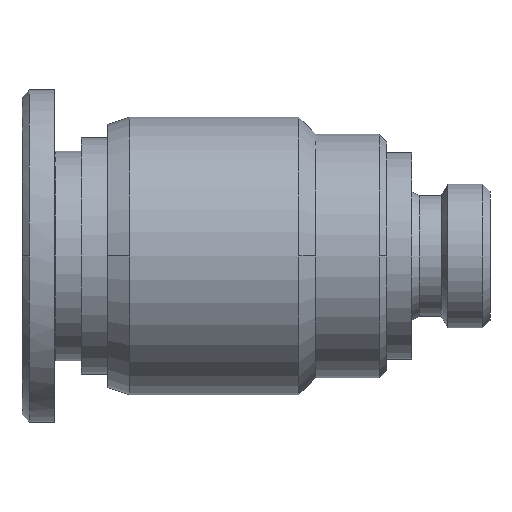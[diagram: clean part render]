
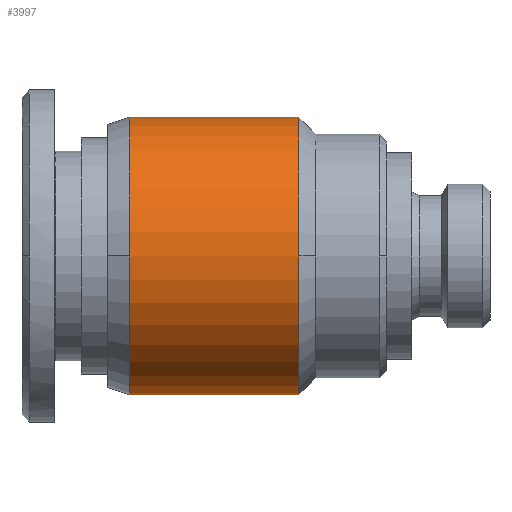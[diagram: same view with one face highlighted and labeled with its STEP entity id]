
A CAD part, front view. The second image highlights one B-rep face of the part: STEP entity #3997.
In plain terms, the highlighted cylindrical face has radius 9.4 mm (diameter 18.8 mm), a partial arc.
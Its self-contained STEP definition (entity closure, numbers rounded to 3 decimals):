
#14 = VERTEX_POINT ( 'NONE', #5022 ) ;
#128 = VECTOR ( 'NONE', #7959, 1000. ) ;
#424 = EDGE_CURVE ( 'NONE', #14, #6146, #2727, .T. ) ;
#462 = CARTESIAN_POINT ( 'NONE',  ( 24.304, -9.4, -5.017 ) ) ;
#599 = FACE_OUTER_BOUND ( 'NONE', #13031, .T. ) ;
#1708 = EDGE_CURVE ( 'NONE', #5788, #3409, #5101, .T. ) ;
#2210 = VECTOR ( 'NONE', #13627, 1000. ) ;
#2715 = CARTESIAN_POINT ( 'NONE',  ( 12.854, 0., -5.017 ) ) ;
#2727 = CIRCLE ( 'NONE', #11474, 9.4 ) ;
#2989 = DIRECTION ( 'NONE',  ( 0., 0., -1. ) ) ;
#3208 = VERTEX_POINT ( 'NONE', #5678 ) ;
#3409 = VERTEX_POINT ( 'NONE', #462 ) ;
#3997 = ADVANCED_FACE ( 'NONE', ( #599 ), #11463, .T. ) ;
#4191 = CARTESIAN_POINT ( 'NONE',  ( 18.579, 0., 4.383 ) ) ;
#4212 = ORIENTED_EDGE ( 'NONE', *, *, #424, .F. ) ;
#4456 = CARTESIAN_POINT ( 'NONE',  ( 24.304, 0., -5.017 ) ) ;
#4594 = EDGE_CURVE ( 'NONE', #5817, #5788, #9314, .T. ) ;
#4949 = CIRCLE ( 'NONE', #16049, 9.4 ) ;
#5022 = CARTESIAN_POINT ( 'NONE',  ( 12.854, -9.4, -5.017 ) ) ;
#5101 = CIRCLE ( 'NONE', #5118, 9.4 ) ;
#5118 = AXIS2_PLACEMENT_3D ( 'NONE', #12411, #8323, #6974 ) ;
#5678 = CARTESIAN_POINT ( 'NONE',  ( 24.304, 0., 4.383 ) ) ;
#5788 = VERTEX_POINT ( 'NONE', #10163 ) ;
#5817 = VERTEX_POINT ( 'NONE', #12762 ) ;
#5939 = DIRECTION ( 'NONE',  ( 0., 0., 1. ) ) ;
#6053 = AXIS2_PLACEMENT_3D ( 'NONE', #9003, #12901, #2989 ) ;
#6146 = VERTEX_POINT ( 'NONE', #6527 ) ;
#6335 = ORIENTED_EDGE ( 'NONE', *, *, #16022, .F. ) ;
#6527 = CARTESIAN_POINT ( 'NONE',  ( 12.854, 0., 4.383 ) ) ;
#6899 = ORIENTED_EDGE ( 'NONE', *, *, #16725, .F. ) ;
#6974 = DIRECTION ( 'NONE',  ( 0., 0., -1. ) ) ;
#7959 = DIRECTION ( 'NONE',  ( 1., 0., 0. ) ) ;
#8323 = DIRECTION ( 'NONE',  ( -1., 0., 0. ) ) ;
#8784 = EDGE_CURVE ( 'NONE', #3409, #3208, #4949, .T. ) ;
#9003 = CARTESIAN_POINT ( 'NONE',  ( 18.579, 0., -5.017 ) ) ;
#9314 = LINE ( 'NONE', #13359, #128 ) ;
#9799 = DIRECTION ( 'NONE',  ( 0., 0., 1. ) ) ;
#9938 = DIRECTION ( 'NONE',  ( 0., 0., -1. ) ) ;
#9964 = CIRCLE ( 'NONE', #10536, 9.4 ) ;
#10163 = CARTESIAN_POINT ( 'NONE',  ( 24.304, 0., -14.417 ) ) ;
#10536 = AXIS2_PLACEMENT_3D ( 'NONE', #2715, #12242, #5939 ) ;
#11191 = DIRECTION ( 'NONE',  ( -1., 0., 0. ) ) ;
#11463 = CYLINDRICAL_SURFACE ( 'NONE', #6053, 9.4 ) ;
#11474 = AXIS2_PLACEMENT_3D ( 'NONE', #16627, #11191, #9799 ) ;
#12242 = DIRECTION ( 'NONE',  ( -1., 0., 0. ) ) ;
#12411 = CARTESIAN_POINT ( 'NONE',  ( 24.304, 0., -5.017 ) ) ;
#12762 = CARTESIAN_POINT ( 'NONE',  ( 12.854, 0., -14.417 ) ) ;
#12901 = DIRECTION ( 'NONE',  ( 1., 0., 0. ) ) ;
#13031 = EDGE_LOOP ( 'NONE', ( #6899, #4212, #6335, #14997, #16741, #16225 ) ) ;
#13359 = CARTESIAN_POINT ( 'NONE',  ( 18.579, 0., -14.417 ) ) ;
#13627 = DIRECTION ( 'NONE',  ( 1., 0., 0. ) ) ;
#13930 = DIRECTION ( 'NONE',  ( -1., 0., 0. ) ) ;
#14744 = LINE ( 'NONE', #4191, #2210 ) ;
#14997 = ORIENTED_EDGE ( 'NONE', *, *, #4594, .T. ) ;
#16022 = EDGE_CURVE ( 'NONE', #5817, #14, #9964, .T. ) ;
#16049 = AXIS2_PLACEMENT_3D ( 'NONE', #4456, #13930, #9938 ) ;
#16225 = ORIENTED_EDGE ( 'NONE', *, *, #8784, .T. ) ;
#16627 = CARTESIAN_POINT ( 'NONE',  ( 12.854, 0., -5.017 ) ) ;
#16725 = EDGE_CURVE ( 'NONE', #6146, #3208, #14744, .T. ) ;
#16741 = ORIENTED_EDGE ( 'NONE', *, *, #1708, .T. ) ;
